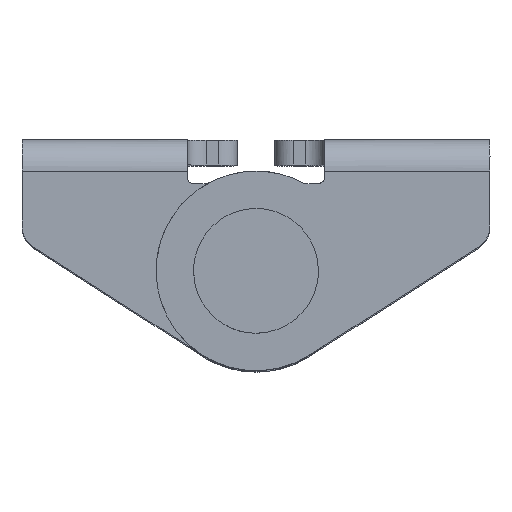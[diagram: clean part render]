
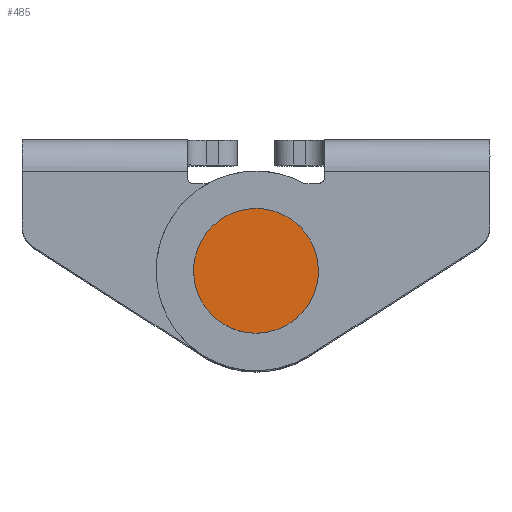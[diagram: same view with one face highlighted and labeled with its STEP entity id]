
A CAD part, top view. The second image highlights one B-rep face of the part: STEP entity #485.
In plain terms, the highlighted free-form (B-spline) face has degree [1, 1] with [2, 2] control points.
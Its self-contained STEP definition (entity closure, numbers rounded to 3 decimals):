
#398=CARTESIAN_POINT('',(5.499,-15.999,34.5));
#399=CARTESIAN_POINT('',(-5.5,-15.999,34.5));
#400=CARTESIAN_POINT('',(5.499,-5.,34.5));
#401=CARTESIAN_POINT('',(-5.5,-5.,34.5));
#402=B_SPLINE_SURFACE_WITH_KNOTS('',1,1,((#398,#400),(#399,#401)),.UNSPECIFIED.,.F.,.F.,.U.,(2,2),(2,2),(0.0,10.999),(0.0,10.999),.UNSPECIFIED.);
#403=CARTESIAN_POINT('',(5.,-10.5,34.5));
#404=VERTEX_POINT('',#403);
#405=CARTESIAN_POINT('',(3.627,-7.058,34.5));
#406=VERTEX_POINT('',#405);
#407=CARTESIAN_POINT('',(5.,-10.5,34.5));
#408=CARTESIAN_POINT('',(5.,-10.164,34.5));
#409=CARTESIAN_POINT('',(4.93,-9.472,34.5));
#410=CARTESIAN_POINT('',(4.664,-8.638,34.5));
#411=CARTESIAN_POINT('',(4.244,-7.808,34.5));
#412=CARTESIAN_POINT('',(3.899,-7.345,34.5));
#413=CARTESIAN_POINT('',(3.627,-7.058,34.5));
#414=B_SPLINE_CURVE_WITH_KNOTS('',3,(#407,#408,#409,#410,#411,#412,#413),.UNSPECIFIED.,.F.,.U.,(4,1,1,1,4),(0.,1.008,2.076,2.61,3.796),.UNSPECIFIED.);
#415=EDGE_CURVE('',#404,#406,#414,.T.);
#416=ORIENTED_EDGE('',*,*,#415,.T.);
#417=CARTESIAN_POINT('',(0.,-5.5,34.5));
#418=VERTEX_POINT('',#417);
#419=CARTESIAN_POINT('',(3.627,-7.058,34.5));
#420=CARTESIAN_POINT('',(3.336,-6.752,34.5));
#421=CARTESIAN_POINT('',(2.824,-6.334,34.5));
#422=CARTESIAN_POINT('',(2.057,-5.927,34.5));
#423=CARTESIAN_POINT('',(1.183,-5.603,34.5));
#424=CARTESIAN_POINT('',(0.486,-5.5,34.5));
#425=CARTESIAN_POINT('',(0.,-5.5,34.5));
#426=B_SPLINE_CURVE_WITH_KNOTS('',3,(#419,#420,#421,#422,#423,#424,#425),.UNSPECIFIED.,.F.,.U.,(4,1,1,1,4),(0.,1.268,1.966,2.6,4.058),.UNSPECIFIED.);
#427=EDGE_CURVE('',#406,#418,#426,.T.);
#428=ORIENTED_EDGE('',*,*,#427,.T.);
#429=CARTESIAN_POINT('',(-5.,-10.5,34.5));
#430=VERTEX_POINT('',#429);
#431=CARTESIAN_POINT('',(0.,-5.5,34.5));
#432=CARTESIAN_POINT('',(-0.511,-5.5,34.5));
#433=CARTESIAN_POINT('',(-1.207,-5.608,34.5));
#434=CARTESIAN_POINT('',(-2.107,-5.949,34.5));
#435=CARTESIAN_POINT('',(-2.792,-6.32,34.5));
#436=CARTESIAN_POINT('',(-3.482,-6.873,34.5));
#437=CARTESIAN_POINT('',(-4.113,-7.603,34.5));
#438=CARTESIAN_POINT('',(-4.553,-8.37,34.5));
#439=CARTESIAN_POINT('',(-4.905,-9.355,34.5));
#440=CARTESIAN_POINT('',(-5.,-10.05,34.5));
#441=CARTESIAN_POINT('',(-5.,-10.5,34.5));
#442=B_SPLINE_CURVE_WITH_KNOTS('',3,(#431,#432,#433,#434,#435,#436,#437,#438,#439,#440,#441),.UNSPECIFIED.,.F.,.U.,(4,1,1,1,1,1,1,1,4),(0.,1.534,2.086,2.884,3.866,4.725,5.768,6.504,7.854),.UNSPECIFIED.);
#443=EDGE_CURVE('',#418,#430,#442,.T.);
#444=ORIENTED_EDGE('',*,*,#443,.T.);
#445=CARTESIAN_POINT('',(-3.627,-13.942,34.5));
#446=VERTEX_POINT('',#445);
#447=CARTESIAN_POINT('',(-5.,-10.5,34.5));
#448=CARTESIAN_POINT('',(-5.,-10.836,34.5));
#449=CARTESIAN_POINT('',(-4.938,-11.449,34.5));
#450=CARTESIAN_POINT('',(-4.665,-12.382,34.5));
#451=CARTESIAN_POINT('',(-4.238,-13.213,34.5));
#452=CARTESIAN_POINT('',(-3.831,-13.727,34.5));
#453=CARTESIAN_POINT('',(-3.627,-13.942,34.5));
#454=B_SPLINE_CURVE_WITH_KNOTS('',3,(#447,#448,#449,#450,#451,#452,#453),.UNSPECIFIED.,.F.,.U.,(4,1,1,1,4),(0.,1.008,1.839,2.906,3.796),.UNSPECIFIED.);
#455=EDGE_CURVE('',#430,#446,#454,.T.);
#456=ORIENTED_EDGE('',*,*,#455,.T.);
#457=CARTESIAN_POINT('',(0.,-15.5,34.5));
#458=VERTEX_POINT('',#457);
#459=CARTESIAN_POINT('',(-3.627,-13.942,34.5));
#460=CARTESIAN_POINT('',(-3.365,-14.218,34.5));
#461=CARTESIAN_POINT('',(-2.925,-14.587,34.5));
#462=CARTESIAN_POINT('',(-2.174,-15.023,34.5));
#463=CARTESIAN_POINT('',(-1.268,-15.385,34.5));
#464=CARTESIAN_POINT('',(-0.486,-15.5,34.5));
#465=CARTESIAN_POINT('',(0.,-15.5,34.5));
#466=B_SPLINE_CURVE_WITH_KNOTS('',3,(#459,#460,#461,#462,#463,#464,#465),.UNSPECIFIED.,.F.,.U.,(4,1,1,1,4),(0.,1.141,1.712,2.6,4.058),.UNSPECIFIED.);
#467=EDGE_CURVE('',#446,#458,#466,.T.);
#468=ORIENTED_EDGE('',*,*,#467,.T.);
#469=CARTESIAN_POINT('',(0.,-15.5,34.5));
#470=CARTESIAN_POINT('',(0.245,-15.5,34.5));
#471=CARTESIAN_POINT('',(0.798,-15.459,34.5));
#472=CARTESIAN_POINT('',(1.596,-15.265,34.5));
#473=CARTESIAN_POINT('',(2.518,-14.863,34.5));
#474=CARTESIAN_POINT('',(3.357,-14.264,34.5));
#475=CARTESIAN_POINT('',(4.038,-13.494,34.5));
#476=CARTESIAN_POINT('',(4.56,-12.635,34.5));
#477=CARTESIAN_POINT('',(4.914,-11.645,34.5));
#478=CARTESIAN_POINT('',(5.,-10.868,34.5));
#479=CARTESIAN_POINT('',(5.,-10.5,34.5));
#480=B_SPLINE_CURVE_WITH_KNOTS('',3,(#469,#470,#471,#472,#473,#474,#475,#476,#477,#478,#479),.UNSPECIFIED.,.F.,.U.,(4,1,1,1,1,1,1,1,4),(0.,0.736,1.657,2.454,3.743,4.725,5.522,6.75,7.854),.UNSPECIFIED.);
#481=EDGE_CURVE('',#458,#404,#480,.T.);
#482=ORIENTED_EDGE('',*,*,#481,.T.);
#483=EDGE_LOOP('',(#416,#428,#444,#456,#468,#482));
#484=FACE_OUTER_BOUND('',#483,.T.);
#485=ADVANCED_FACE('',(#484),#402,.F.);
